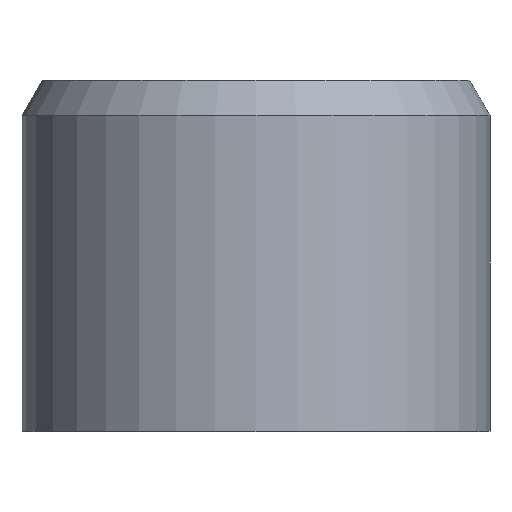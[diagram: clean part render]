
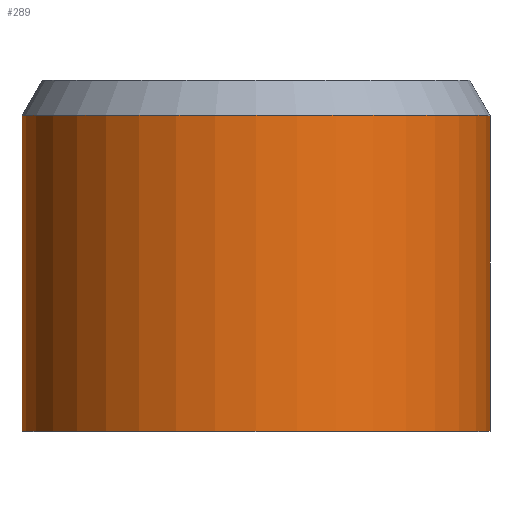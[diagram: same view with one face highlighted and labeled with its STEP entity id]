
A CAD part, top view. The second image highlights one B-rep face of the part: STEP entity #289.
In plain terms, the highlighted cylindrical face has radius 8 mm (diameter 16 mm), a partial arc.
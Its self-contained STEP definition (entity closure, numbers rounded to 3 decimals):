
#69=DIRECTION('',(0.,-1.,0.));
#70=VECTOR('',#69,10.8);
#71=CARTESIAN_POINT('',(8.,10.8,0.));
#72=LINE('',#71,#70);
#76=DIRECTION('',(0.,-1.,0.));
#77=VECTOR('',#76,10.8);
#78=CARTESIAN_POINT('',(-8.,10.8,0.));
#79=LINE('',#78,#77);
#83=CARTESIAN_POINT('',(0.,0.,0.));
#84=DIRECTION('',(0.,-1.,0.));
#85=DIRECTION('',(1.,0.,0.));
#86=AXIS2_PLACEMENT_3D('',#83,#84,#85);
#198=CARTESIAN_POINT('',(0.,10.8,0.));
#199=DIRECTION('',(0.,1.,0.));
#200=DIRECTION('',(-1.,0.,0.));
#201=AXIS2_PLACEMENT_3D('',#198,#199,#200);
#226=CARTESIAN_POINT('',(-8.,0.,0.));
#227=CARTESIAN_POINT('',(8.,0.,0.));
#228=VERTEX_POINT('',#226);
#229=VERTEX_POINT('',#227);
#230=CARTESIAN_POINT('',(-8.,10.8,0.));
#231=VERTEX_POINT('',#230);
#232=CARTESIAN_POINT('',(8.,10.8,0.));
#233=VERTEX_POINT('',#232);
#276=CARTESIAN_POINT('',(0.,4.25,0.));
#277=DIRECTION('',(0.,1.,0.));
#278=DIRECTION('',(1.,0.,0.));
#279=AXIS2_PLACEMENT_3D('',#276,#277,#278);
#280=CYLINDRICAL_SURFACE('',#279,8.);
#282=ORIENTED_EDGE('',*,*,#281,.T.);
#283=ORIENTED_EDGE('',*,*,#267,.F.);
#285=ORIENTED_EDGE('',*,*,#284,.T.);
#286=ORIENTED_EDGE('',*,*,#271,.T.);
#287=EDGE_LOOP('',(#282,#283,#285,#286));
#288=FACE_OUTER_BOUND('',#287,.F.);
#289=ADVANCED_FACE('',(#288),#280,.T.);
#87=CIRCLE('',#86,8.);
#202=CIRCLE('',#201,8.);
#267=EDGE_CURVE('',#231,#228,#79,.T.);
#271=EDGE_CURVE('',#233,#229,#72,.T.);
#281=EDGE_CURVE('',#229,#228,#87,.T.);
#284=EDGE_CURVE('',#231,#233,#202,.T.);
